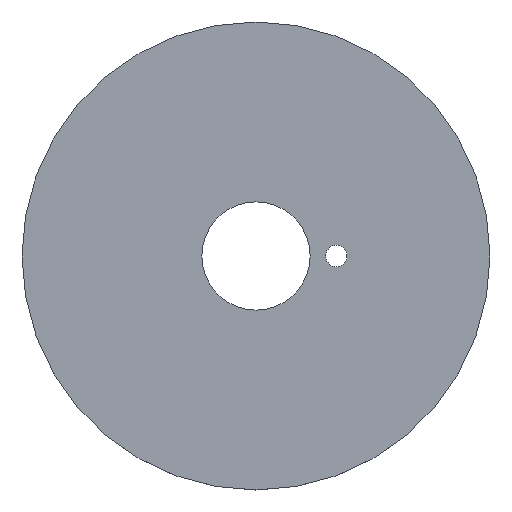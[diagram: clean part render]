
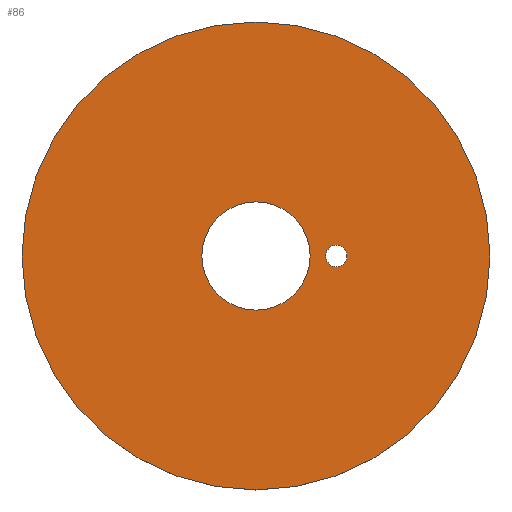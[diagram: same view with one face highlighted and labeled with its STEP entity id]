
A CAD part, top view. The second image highlights one B-rep face of the part: STEP entity #86.
In plain terms, the highlighted planar face has unit normal (0, 0, 1).
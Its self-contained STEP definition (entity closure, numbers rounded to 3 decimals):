
#15=FACE_BOUND('',#30,.T.);
#16=FACE_BOUND('',#31,.T.);
#19=PLANE('',#111);
#24=FACE_OUTER_BOUND('',#29,.T.);
#29=EDGE_LOOP('',(#74));
#30=EDGE_LOOP('',(#75));
#31=EDGE_LOOP('',(#76));
#41=CIRCLE('',#103,4.05);
#43=CIRCLE('',#106,0.8);
#45=CIRCLE('',#109,17.5);
#47=VERTEX_POINT('',#142);
#49=VERTEX_POINT('',#148);
#51=VERTEX_POINT('',#154);
#53=EDGE_CURVE('',#47,#47,#41,.T.);
#56=EDGE_CURVE('',#49,#49,#43,.T.);
#59=EDGE_CURVE('',#51,#51,#45,.T.);
#74=ORIENTED_EDGE('',*,*,#59,.T.);
#75=ORIENTED_EDGE('',*,*,#56,.T.);
#76=ORIENTED_EDGE('',*,*,#53,.T.);
#86=ADVANCED_FACE('',(#24,#15,#16),#19,.T.);
#103=AXIS2_PLACEMENT_3D('',#143,#117,#118);
#106=AXIS2_PLACEMENT_3D('',#149,#124,#125);
#109=AXIS2_PLACEMENT_3D('',#155,#131,#132);
#111=AXIS2_PLACEMENT_3D('',#159,#136,#137);
#117=DIRECTION('center_axis',(0.,0.,-1.));
#118=DIRECTION('ref_axis',(-1.,0.,0.));
#124=DIRECTION('center_axis',(0.,0.,-1.));
#125=DIRECTION('ref_axis',(-1.,0.,0.));
#131=DIRECTION('center_axis',(0.,0.,1.));
#132=DIRECTION('ref_axis',(-1.,0.,0.));
#136=DIRECTION('center_axis',(0.,0.,1.));
#137=DIRECTION('ref_axis',(-1.,0.,0.));
#142=CARTESIAN_POINT('',(4.05,0.,23.15));
#143=CARTESIAN_POINT('Origin',(0.,0.,23.15));
#148=CARTESIAN_POINT('',(6.8,0.,23.15));
#149=CARTESIAN_POINT('Origin',(6.,0.,23.15));
#154=CARTESIAN_POINT('',(17.5,0.,23.15));
#155=CARTESIAN_POINT('Origin',(0.,0.,23.15));
#159=CARTESIAN_POINT('Origin',(0.,0.,23.15));
